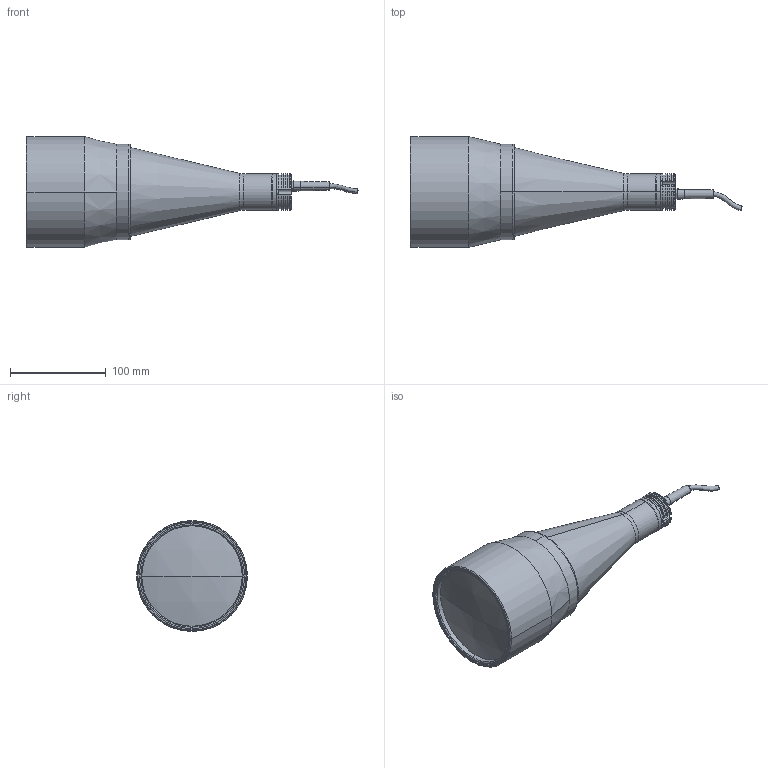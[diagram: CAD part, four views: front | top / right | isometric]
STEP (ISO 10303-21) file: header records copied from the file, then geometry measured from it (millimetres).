
FILE_DESCRIPTION (( 'STEP AP214' ), '1' );
FILE_NAME ('LTCLHP080.STEP', '2014-02-20T14:41:46', ( '' ), ( '' ), 'SwSTEP 2.0', 'SolidWorks 2013', '' );
FILE_SCHEMA (( 'AUTOMOTIVE_DESIGN' ));
Length unit declared in the file: millimetre
Products named in the file (1): LTCLHP080
Bounding box: 347.23 x 116 x 116 mm (x, y, z)
Surface area: 104777.2 mm2 (no closed solid volume)
Topology: 0 solids, 18 shells, 191 faces, 566 edges, 390 vertices
Faces by surface type: plane 85, cylinder 62, cone 22, torus 18, sphere 2, bspline 2
Entity records: 8688 total; most frequent: CARTESIAN_POINT 1336, DIRECTION 1181, ORIENTED_EDGE 952, EDGE_CURVE 562, AXIS2_PLACEMENT_3D 443, VERTEX_POINT 390, VECTOR 295, LINE 295
